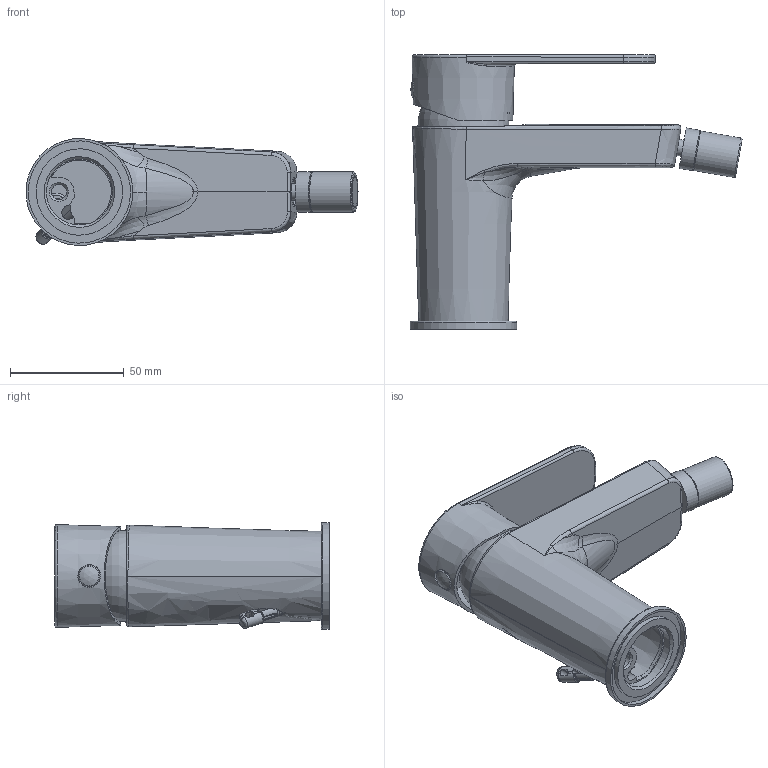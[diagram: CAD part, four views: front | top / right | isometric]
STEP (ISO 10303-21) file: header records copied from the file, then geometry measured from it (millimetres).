
FILE_DESCRIPTION (( 'STEP AP203' ), '1' );
FILE_NAME ('36BP03692.STEP', '2021-02-19T14:16:55', ( '' ), ( '' ), 'SwSTEP 2.0', 'SolidWorks 2018', '' );
FILE_SCHEMA (( 'CONFIG_CONTROL_DESIGN' ));
Length unit declared in the file: millimetre
Products named in the file (1): 36BP03692
Bounding box: 145.93 x 120.6 x 46.96 mm (x, y, z)
Volume: 94571.6 mm3; surface area: 66111.9 mm2
Topology: 9 solids, 9 shells, 394 faces, 932 edges, 576 vertices
Faces by surface type: bspline 157, plane 95, cylinder 93, cone 29, torus 17, sphere 3
Full cylindrical faces by diameter (mm): 4.5 x1, 5 x1, 6.8 x2, 7 x1, 7.2 x1, 9.5 x1, 10 x1, 11 x1, 12 x1, 12.5 x1, 13.3 x1, 14 x1, 14.2 x1, 14.5 x1, 15 x2, 16 x1, 17.6 x1, 18 x1, 29 x1, 30.3 x1, 31 x1, 31.8 x1, 32 x1, 32.8 x1, 35.2 x2, 35.8 x2, 37 x1, 38 x1, 40 x1, 45 x1
Entity records: 23538 total; most frequent: CARTESIAN_POINT 16266, ORIENTED_EDGE 1704, DIRECTION 1044, EDGE_CURVE 852, VERTEX_POINT 559, EDGE_LOOP 497, FACE_OUTER_BOUND 435, AXIS2_PLACEMENT_3D 433
